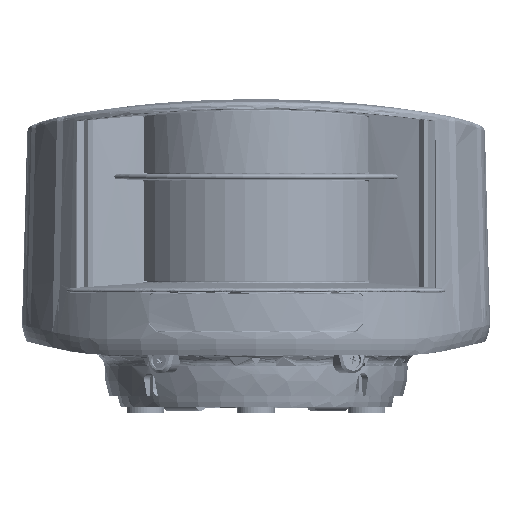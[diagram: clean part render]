
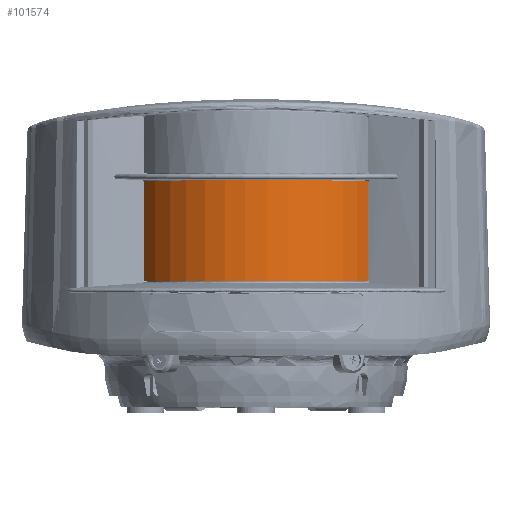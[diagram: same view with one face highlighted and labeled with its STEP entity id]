
A CAD part, top view. The second image highlights one B-rep face of the part: STEP entity #101574.
In plain terms, the highlighted cylindrical face has radius 33.5 mm (diameter 67 mm), a partial arc.
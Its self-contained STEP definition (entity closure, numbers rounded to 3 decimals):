
#10134=LINE('',#226506,#17484);
#10135=LINE('',#226514,#17485);
#17484=VECTOR('',#130248,26.832);
#17485=VECTOR('',#130255,26.832);
#20375=CYLINDRICAL_SURFACE('',#109561,33.5);
#26209=FACE_OUTER_BOUND('',#32162,.T.);
#32162=EDGE_LOOP('',(#89924,#89925,#89926,#89927,#89928,#89929,#89930,#89931));
#39978=CIRCLE('',#109562,0.65);
#39979=CIRCLE('',#109563,33.5);
#39980=CIRCLE('',#109564,0.65);
#39981=CIRCLE('',#109565,0.65);
#39982=CIRCLE('',#109566,33.5);
#39983=CIRCLE('',#109567,0.65);
#48794=VERTEX_POINT('',#226504);
#48795=VERTEX_POINT('',#226505);
#48796=VERTEX_POINT('',#226507);
#48797=VERTEX_POINT('',#226509);
#48798=VERTEX_POINT('',#226511);
#48799=VERTEX_POINT('',#226513);
#48800=VERTEX_POINT('',#226515);
#48801=VERTEX_POINT('',#226517);
#62905=EDGE_CURVE('',#48794,#48795,#10134,.T.);
#62906=EDGE_CURVE('',#48795,#48796,#39978,.T.);
#62907=EDGE_CURVE('',#48796,#48797,#39979,.T.);
#62908=EDGE_CURVE('',#48797,#48798,#39980,.T.);
#62909=EDGE_CURVE('',#48798,#48799,#10135,.T.);
#62910=EDGE_CURVE('',#48799,#48800,#39981,.T.);
#62911=EDGE_CURVE('',#48801,#48800,#39982,.T.);
#62912=EDGE_CURVE('',#48801,#48794,#39983,.T.);
#89924=ORIENTED_EDGE('',*,*,#62905,.T.);
#89925=ORIENTED_EDGE('',*,*,#62906,.T.);
#89926=ORIENTED_EDGE('',*,*,#62907,.T.);
#89927=ORIENTED_EDGE('',*,*,#62908,.T.);
#89928=ORIENTED_EDGE('',*,*,#62909,.T.);
#89929=ORIENTED_EDGE('',*,*,#62910,.T.);
#89930=ORIENTED_EDGE('',*,*,#62911,.F.);
#89931=ORIENTED_EDGE('',*,*,#62912,.T.);
#101574=ADVANCED_FACE('',(#26209),#20375,.T.);
#109561=AXIS2_PLACEMENT_3D('',#226503,#130246,#130247);
#109562=AXIS2_PLACEMENT_3D('',#226508,#130249,#130250);
#109563=AXIS2_PLACEMENT_3D('',#226510,#130251,#130252);
#109564=AXIS2_PLACEMENT_3D('',#226512,#130253,#130254);
#109565=AXIS2_PLACEMENT_3D('',#226516,#130256,#130257);
#109566=AXIS2_PLACEMENT_3D('',#226518,#130258,#130259);
#109567=AXIS2_PLACEMENT_3D('',#226519,#130260,#130261);
#130246=DIRECTION('center_axis',(0.,-1.,0.));
#130247=DIRECTION('ref_axis',(0.,0.,-1.));
#130248=DIRECTION('',(0.,-1.,0.));
#130249=DIRECTION('center_axis',(0.456,0.019,0.89));
#130250=DIRECTION('ref_axis',(0.008,-1.,0.017));
#130251=DIRECTION('center_axis',(0.,1.,0.));
#130252=DIRECTION('ref_axis',(0.,0.,-1.));
#130253=DIRECTION('center_axis',(0.456,0.019,-0.89));
#130254=DIRECTION('ref_axis',(-0.276,-0.948,-0.161));
#130255=DIRECTION('',(0.,1.,0.));
#130256=DIRECTION('center_axis',(0.456,-0.019,
-0.89));
#130257=DIRECTION('ref_axis',(0.008,1.,-0.017));
#130258=DIRECTION('center_axis',(0.,1.,0.));
#130259=DIRECTION('ref_axis',(0.,0.,-1.));
#130260=DIRECTION('center_axis',(0.456,-0.019,
0.89));
#130261=DIRECTION('ref_axis',(-0.276,0.948,0.161));
#226503=CARTESIAN_POINT('Origin',(0.,13.45,0.));
#226504=CARTESIAN_POINT('',(15.082,13.416,29.913));
#226505=CARTESIAN_POINT('',(15.082,-13.416,29.913));
#226506=CARTESIAN_POINT('',(15.082,13.45,29.913));
#226507=CARTESIAN_POINT('',(15.267,-13.45,29.819));
#226508=CARTESIAN_POINT('Origin',(15.261,-12.8,29.808));
#226509=CARTESIAN_POINT('',(15.267,-13.45,-29.819));
#226510=CARTESIAN_POINT('Origin',(0.,-13.45,0.));
#226511=CARTESIAN_POINT('',(15.082,-13.416,-29.913));
#226512=CARTESIAN_POINT('Origin',(15.261,-12.8,-29.808));
#226513=CARTESIAN_POINT('',(15.082,13.416,-29.913));
#226514=CARTESIAN_POINT('',(15.082,13.45,-29.913));
#226515=CARTESIAN_POINT('',(15.267,13.45,-29.819));
#226516=CARTESIAN_POINT('Origin',(15.261,12.8,-29.808));
#226517=CARTESIAN_POINT('',(15.267,13.45,29.819));
#226518=CARTESIAN_POINT('Origin',(0.,13.45,0.));
#226519=CARTESIAN_POINT('Origin',(15.261,12.8,29.808));
